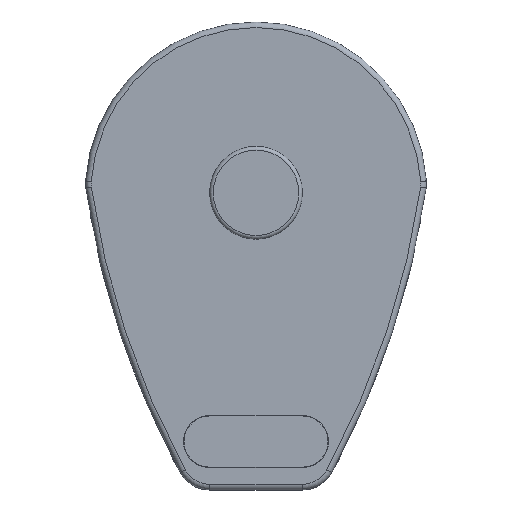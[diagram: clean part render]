
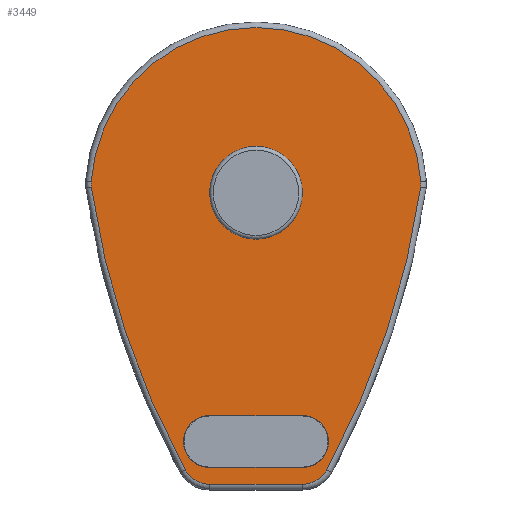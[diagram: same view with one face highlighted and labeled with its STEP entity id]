
A CAD part, top view. The second image highlights one B-rep face of the part: STEP entity #3449.
In plain terms, the highlighted planar face has unit normal (0, 0, 1).
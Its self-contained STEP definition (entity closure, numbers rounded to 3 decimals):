
#45=LINE('',#6028,#117);
#50=LINE('',#6042,#122);
#55=LINE('',#6078,#127);
#117=VECTOR('',#4864,10.);
#122=VECTOR('',#4877,10.);
#127=VECTOR('',#4920,10.);
#307=PLANE('',#3921);
#522=FACE_BOUND('',#1252,.T.);
#523=FACE_BOUND('',#1253,.T.);
#801=FACE_OUTER_BOUND('',#1251,.T.);
#1251=EDGE_LOOP('',(#2866,#2867,#2868,#2869,#2870,#2871,#2872,#2873));
#1252=EDGE_LOOP('',(#2874));
#1253=EDGE_LOOP('',(#2875,#2876,#2877,#2878));
#1453=CIRCLE('',#3776,25.);
#1499=CIRCLE('',#3905,14.);
#1501=CIRCLE('',#3909,14.);
#1509=CIRCLE('',#3922,15.);
#1510=CIRCLE('',#3923,89.);
#1511=CIRCLE('',#3924,15.);
#1512=CIRCLE('',#3925,455.);
#1513=CIRCLE('',#3926,15.);
#1514=CIRCLE('',#3927,15.);
#1515=CIRCLE('',#3928,455.);
#1712=VERTEX_POINT('',#5582);
#1818=VERTEX_POINT('',#6026);
#1819=VERTEX_POINT('',#6027);
#1822=VERTEX_POINT('',#6035);
#1824=VERTEX_POINT('',#6041);
#1830=VERTEX_POINT('',#6066);
#1831=VERTEX_POINT('',#6067);
#1832=VERTEX_POINT('',#6069);
#1833=VERTEX_POINT('',#6071);
#1834=VERTEX_POINT('',#6073);
#1835=VERTEX_POINT('',#6075);
#1836=VERTEX_POINT('',#6077);
#1837=VERTEX_POINT('',#6079);
#2035=EDGE_CURVE('',#1712,#1712,#1453,.T.);
#2171=EDGE_CURVE('',#1818,#1819,#45,.T.);
#2175=EDGE_CURVE('',#1822,#1818,#1499,.T.);
#2178=EDGE_CURVE('',#1824,#1822,#50,.T.);
#2181=EDGE_CURVE('',#1819,#1824,#1501,.T.);
#2191=EDGE_CURVE('',#1830,#1831,#1509,.T.);
#2192=EDGE_CURVE('',#1832,#1830,#1510,.T.);
#2193=EDGE_CURVE('',#1833,#1832,#1511,.T.);
#2194=EDGE_CURVE('',#1834,#1833,#1512,.T.);
#2195=EDGE_CURVE('',#1835,#1834,#1513,.T.);
#2196=EDGE_CURVE('',#1836,#1835,#55,.T.);
#2197=EDGE_CURVE('',#1837,#1836,#1514,.T.);
#2198=EDGE_CURVE('',#1831,#1837,#1515,.T.);
#2866=ORIENTED_EDGE('',*,*,#2191,.F.);
#2867=ORIENTED_EDGE('',*,*,#2192,.F.);
#2868=ORIENTED_EDGE('',*,*,#2193,.F.);
#2869=ORIENTED_EDGE('',*,*,#2194,.F.);
#2870=ORIENTED_EDGE('',*,*,#2195,.F.);
#2871=ORIENTED_EDGE('',*,*,#2196,.F.);
#2872=ORIENTED_EDGE('',*,*,#2197,.F.);
#2873=ORIENTED_EDGE('',*,*,#2198,.F.);
#2874=ORIENTED_EDGE('',*,*,#2035,.T.);
#2875=ORIENTED_EDGE('',*,*,#2175,.T.);
#2876=ORIENTED_EDGE('',*,*,#2171,.T.);
#2877=ORIENTED_EDGE('',*,*,#2181,.T.);
#2878=ORIENTED_EDGE('',*,*,#2178,.T.);
#3449=ADVANCED_FACE('',(#801,#522,#523),#307,.T.);
#3776=AXIS2_PLACEMENT_3D('',#5583,#4578,#4579);
#3905=AXIS2_PLACEMENT_3D('',#6036,#4870,#4871);
#3909=AXIS2_PLACEMENT_3D('',#6047,#4882,#4883);
#3921=AXIS2_PLACEMENT_3D('',#6065,#4908,#4909);
#3922=AXIS2_PLACEMENT_3D('',#6068,#4910,#4911);
#3923=AXIS2_PLACEMENT_3D('',#6070,#4912,#4913);
#3924=AXIS2_PLACEMENT_3D('',#6072,#4914,#4915);
#3925=AXIS2_PLACEMENT_3D('',#6074,#4916,#4917);
#3926=AXIS2_PLACEMENT_3D('',#6076,#4918,#4919);
#3927=AXIS2_PLACEMENT_3D('',#6080,#4921,#4922);
#3928=AXIS2_PLACEMENT_3D('',#6081,#4923,#4924);
#4578=DIRECTION('center_axis',(0.,0.,
-1.));
#4579=DIRECTION('ref_axis',(-1.,0.,0.));
#4864=DIRECTION('',(-1.,0.,0.));
#4870=DIRECTION('center_axis',(0.,0.,
-1.));
#4871=DIRECTION('ref_axis',(0.,-1.,0.));
#4877=DIRECTION('',(1.,0.,0.));
#4882=DIRECTION('center_axis',(0.,0.,
-1.));
#4883=DIRECTION('ref_axis',(0.,1.,0.));
#4908=DIRECTION('center_axis',(0.,0.,
1.));
#4909=DIRECTION('ref_axis',(-1.,0.,0.));
#4910=DIRECTION('center_axis',(0.,0.,
-1.));
#4911=DIRECTION('ref_axis',(0.818,0.575,0.));
#4912=DIRECTION('center_axis',(0.,0.,
-1.));
#4913=DIRECTION('ref_axis',(0.,1.,0.));
#4914=DIRECTION('center_axis',(0.,0.,
-1.));
#4915=DIRECTION('ref_axis',(-0.818,0.575,0.));
#4916=DIRECTION('center_axis',(0.,0.,
-1.));
#4917=DIRECTION('ref_axis',(-0.947,-0.321,0.));
#4918=DIRECTION('center_axis',(0.,0.,
-1.));
#4919=DIRECTION('ref_axis',(-0.511,-0.859,0.));
#4920=DIRECTION('',(-1.,0.,0.));
#4921=DIRECTION('center_axis',(0.,0.,
-1.));
#4922=DIRECTION('ref_axis',(0.511,-0.859,0.));
#4923=DIRECTION('center_axis',(0.,0.,
-1.));
#4924=DIRECTION('ref_axis',(0.947,-0.321,0.));
#5582=CARTESIAN_POINT('',(-25.,0.,51.));
#5583=CARTESIAN_POINT('Origin',(0.,0.,
51.));
#6026=CARTESIAN_POINT('',(25.,-148.,51.));
#6027=CARTESIAN_POINT('',(-25.,-148.,51.));
#6028=CARTESIAN_POINT('',(-12.5,-148.,51.));
#6035=CARTESIAN_POINT('',(25.,-120.,51.));
#6036=CARTESIAN_POINT('Origin',(25.,-134.,51.));
#6041=CARTESIAN_POINT('',(-25.,-120.,51.));
#6042=CARTESIAN_POINT('',(12.5,-120.,51.));
#6047=CARTESIAN_POINT('Origin',(-25.,-134.,51.));
#6065=CARTESIAN_POINT('Origin',(0.,-52.076,
51.));
#6066=CARTESIAN_POINT('',(88.786,6.175,51.));
#6067=CARTESIAN_POINT('',(88.668,2.992,51.));
#6068=CARTESIAN_POINT('Origin',(73.822,5.134,51.));
#6069=CARTESIAN_POINT('',(-88.786,6.175,51.));
#6070=CARTESIAN_POINT('Origin',(0.,0.,
51.));
#6071=CARTESIAN_POINT('',(-88.668,2.992,51.));
#6072=CARTESIAN_POINT('Origin',(-73.822,5.134,51.));
#6073=CARTESIAN_POINT('',(-38.182,-149.158,51.));
#6074=CARTESIAN_POINT('Origin',(361.668,67.97,51.));
#6075=CARTESIAN_POINT('',(-25.,-157.,51.));
#6076=CARTESIAN_POINT('Origin',(-25.,-142.,51.));
#6077=CARTESIAN_POINT('',(25.,-157.,51.));
#6078=CARTESIAN_POINT('',(-12.5,-157.,51.));
#6079=CARTESIAN_POINT('',(38.182,-149.158,51.));
#6080=CARTESIAN_POINT('Origin',(25.,-142.,51.));
#6081=CARTESIAN_POINT('Origin',(-361.668,67.97,51.));
